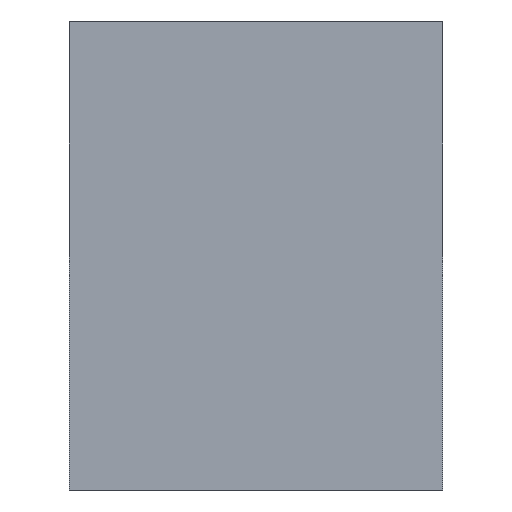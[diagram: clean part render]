
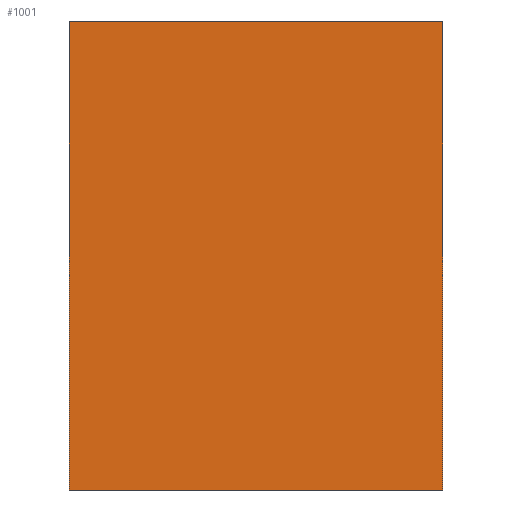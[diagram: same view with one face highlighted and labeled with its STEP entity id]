
A CAD part, left-side view. The second image highlights one B-rep face of the part: STEP entity #1001.
In plain terms, the highlighted planar face has unit normal (-1, 0, 0).
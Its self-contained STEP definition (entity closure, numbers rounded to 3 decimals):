
#34=PLANE('',#1087);
#110=FACE_OUTER_BOUND('',#171,.T.);
#171=EDGE_LOOP('',(#885,#886,#887,#888));
#278=LINE('',#5127,#341);
#301=LINE('',#5204,#364);
#304=LINE('',#5211,#367);
#305=LINE('',#5212,#368);
#341=VECTOR('',#1202,10.);
#364=VECTOR('',#1285,10.);
#367=VECTOR('',#1292,10.);
#368=VECTOR('',#1293,10.);
#438=VERTEX_POINT('',#5124);
#439=VERTEX_POINT('',#5126);
#462=VERTEX_POINT('',#5200);
#465=VERTEX_POINT('',#5210);
#570=EDGE_CURVE('',#439,#438,#278,.T.);
#607=EDGE_CURVE('',#439,#462,#301,.T.);
#610=EDGE_CURVE('',#465,#438,#304,.T.);
#611=EDGE_CURVE('',#462,#465,#305,.T.);
#885=ORIENTED_EDGE('',*,*,#570,.T.);
#886=ORIENTED_EDGE('',*,*,#610,.F.);
#887=ORIENTED_EDGE('',*,*,#611,.F.);
#888=ORIENTED_EDGE('',*,*,#607,.F.);
#1001=ADVANCED_FACE('',(#110),#34,.T.);
#1087=AXIS2_PLACEMENT_3D('',#5209,#1290,#1291);
#1202=DIRECTION('',(0.,0.,1.));
#1285=DIRECTION('',(0.,1.,0.));
#1290=DIRECTION('center_axis',(-1.,0.,0.));
#1291=DIRECTION('ref_axis',(0.,-1.,0.));
#1292=DIRECTION('',(0.,-1.,0.));
#1293=DIRECTION('',(0.,0.,1.));
#5124=CARTESIAN_POINT('',(-64.25,-12.7,15.9));
#5126=CARTESIAN_POINT('',(-64.25,-12.7,-15.9));
#5127=CARTESIAN_POINT('',(-64.25,-12.7,0.));
#5200=CARTESIAN_POINT('',(-64.25,12.7,-15.9));
#5204=CARTESIAN_POINT('',(-64.25,-12.7,-15.9));
#5209=CARTESIAN_POINT('Origin',(-64.25,12.7,0.));
#5210=CARTESIAN_POINT('',(-64.25,12.7,15.9));
#5211=CARTESIAN_POINT('',(-64.25,-12.7,15.9));
#5212=CARTESIAN_POINT('',(-64.25,12.7,0.));
